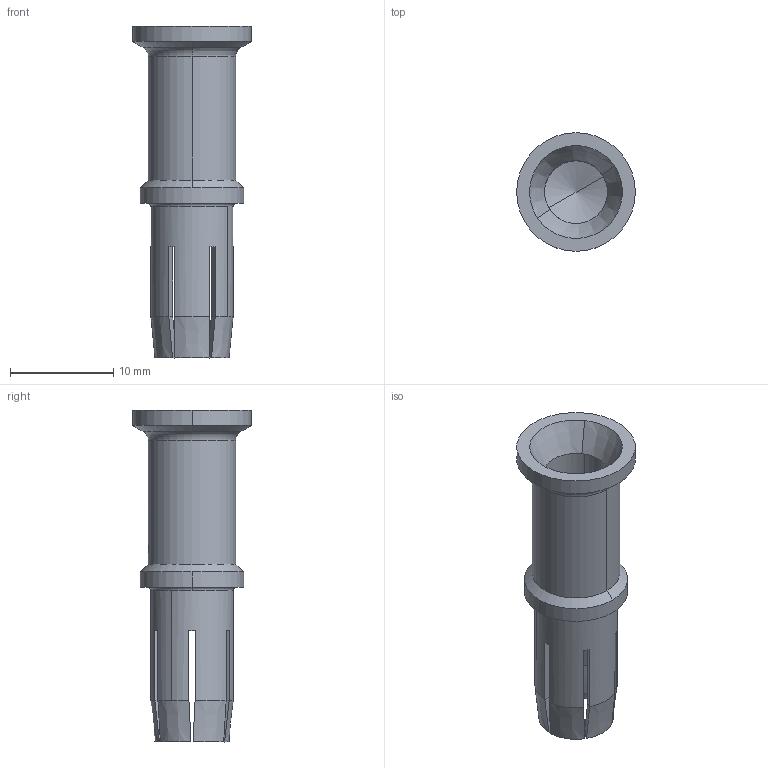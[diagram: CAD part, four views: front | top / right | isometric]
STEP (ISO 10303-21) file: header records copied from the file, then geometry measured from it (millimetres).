
FILE_DESCRIPTION(('Creo Elements/Direct Modeling STEP Export'),'2;1');
FILE_NAME('37jbk2e5hrl6p8e1432','2022-03-23T10:27:10',(''),(''),'Creo Elements/Direct Modeling STEP processor for AP214 (Solid Model)','Creo Elements/Direct Modeling 20.1B 02-Apr-2019 (C) Parametric Technology GmbH','');
FILE_SCHEMA(('AUTOMOTIVE_DESIGN { 1 0 10303 214 1 1 1 1 }'));
Length unit declared in the file: millimetre
Products named in the file (2): 53962.16XF_F; CX7FA_16_XF
Assembly tree (1 placements, depth 2):
  CX7FA_16_XF
    53962.16XF_F
Bounding box: 11.5 x 11.5 x 32.2 mm (x, y, z)
Volume: 906.9 mm3; surface area: 1623.4 mm2
Topology: 1 solids, 1 shells, 90 faces, 251 edges, 160 vertices
Faces by surface type: cone 34, plane 32, cylinder 14, torus 10
Entity records: 4544 total; most frequent: CARTESIAN_POINT 2264, ORIENTED_EDGE 494, DIRECTION 416, EDGE_CURVE 247, AXIS2_PLACEMENT_3D 172, VERTEX_POINT 160, EDGE_LOOP 93, FACE_OUTER_BOUND 90
